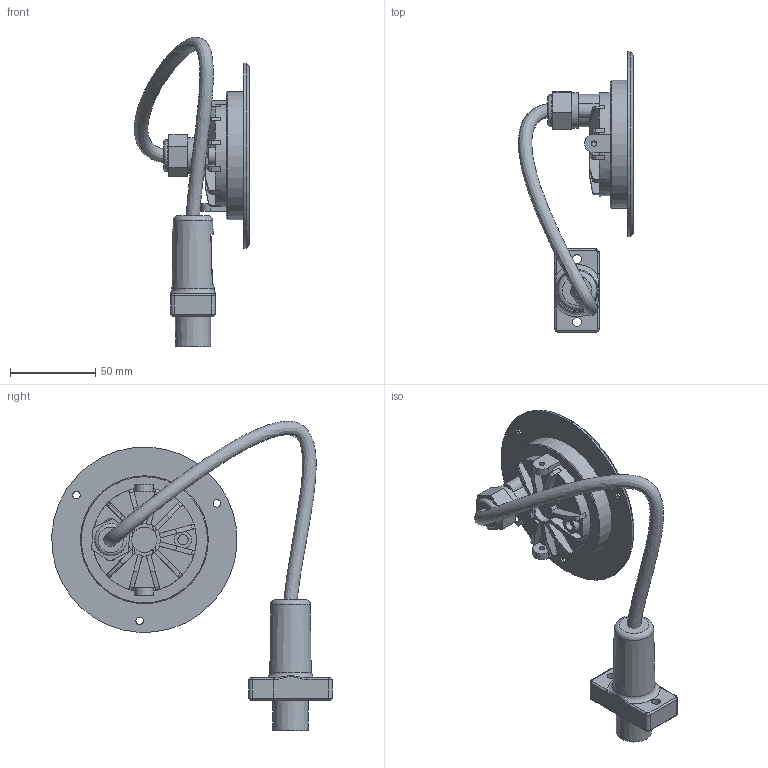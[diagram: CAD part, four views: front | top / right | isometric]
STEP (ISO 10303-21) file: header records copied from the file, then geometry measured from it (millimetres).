
FILE_DESCRIPTION(/* description */ (''),/* implementation_level */ '2;1');
FILE_NAME(/* name */ '72706 ProfiFloor LED S RGB DMX 02.stp',/* time_stamp */ '2019-06-18T09:28:31+02:00',/* author */ ('guzb562'),/* organization */ (''),/* preprocessor_version */ 'ST-DEVELOPER v17.2',/* originating_system */ 'Autodesk Inventor 2019',/* authorisation */ '');
FILE_SCHEMA (('CONFIG_CONTROL_DESIGN'));
Length unit declared in the file: millimetre
Products named in the file (5): 56298_ProfiPlane LED 110; 72706_ProfiFloor LED S RGB DMX 02; stecker female; 56298_ProfiPlane LED 110.Kabelbaum1; 56298_ProfiPlane LED 110.Kabelbaum1_1
Assembly tree (4 placements, depth 3):
  56298_ProfiPlane LED 110
    72706_ProfiFloor LED S RGB DMX 02
    stecker female
    56298_ProfiPlane LED 110.Kabelbaum1
      56298_ProfiPlane LED 110.Kabelbaum1_1
Bounding box: 67.77 x 164.8 x 181.84 mm (x, y, z)
Volume: 147041.1 mm3; surface area: 50972.5 mm2
Topology: 2 solids, 4 shells, 788 faces, 2091 edges, 1377 vertices
Faces by surface type: plane 508, bspline 150, cylinder 110, cone 13, torus 7
Full cylindrical faces by diameter (mm): 3.2 x2, 4.5 x3, 5.216 x2, 6 x1, 8 x2, 9 x3, 9.934 x2, 15 x1, 19 x2, 19.947 x1, 20.944 x1, 51.07 x1, 51.258 x1, 51.7 x1, 75.201 x1, 109 x1
Entity records: 26707 total; most frequent: CARTESIAN_POINT 7357, ORIENTED_EDGE 4178, DIRECTION 3429, EDGE_CURVE 2090, LINE 1467, VECTOR 1467, VERTEX_POINT 1375, AXIS2_PLACEMENT_3D 981
